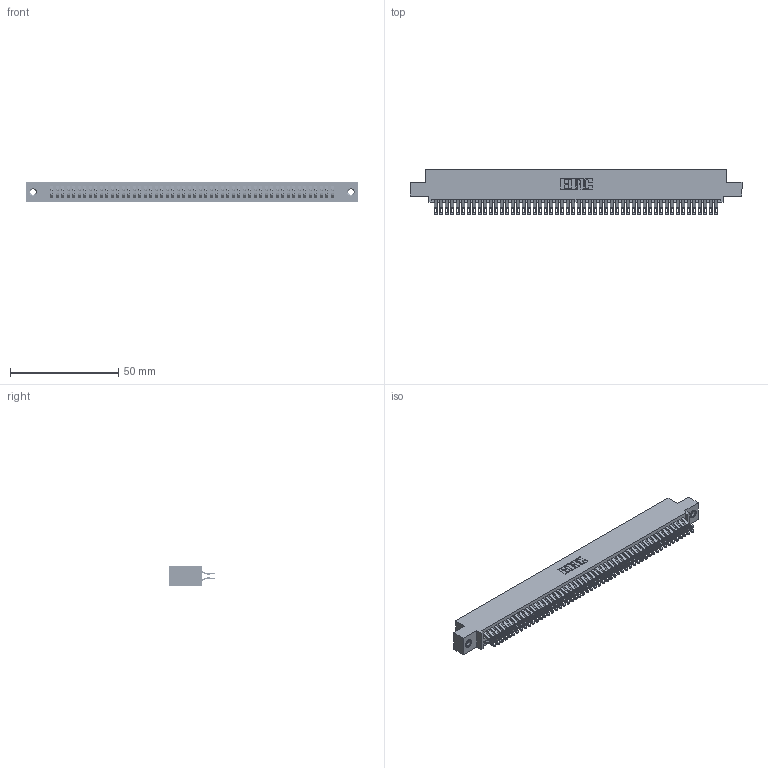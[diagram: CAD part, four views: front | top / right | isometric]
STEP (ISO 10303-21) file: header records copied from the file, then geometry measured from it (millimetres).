
FILE_DESCRIPTION (( 'STEP AP203' ), '1' );
FILE_NAME ('395-104-555-507.STEP', '2018-11-30T13:56:17', ( '' ), ( '' ), 'SwSTEP 2.0', 'SolidWorks 2016', '' );
FILE_SCHEMA (( 'CONFIG_CONTROL_DESIGN' ));
Length unit declared in the file: inch
Products named in the file (4): 345-250-001_345-250-005-103; 345-292-001_555 Tail; 395-104-555-507; 345 Part_0.110 Offset - 0.156 Dia-TI
Assembly tree (107 placements, depth 2):
  395-104-555-507
    345 Part_0.110 Offset - 0.156 Dia-TI
    345-292-001_555 Tail  x104
    345-250-001_345-250-005-103  x2
Bounding box: 153.29 x 21.13 x 9.4 mm (x, y, z)
Volume: 15198.2 mm3; surface area: 23829.2 mm2
Topology: 107 solids, 107 shells, 6014 faces, 18897 edges, 12590 vertices
Faces by surface type: plane 3340, cylinder 2658, cone 12, torus 4
Entity records: 41098 total; most frequent: CARTESIAN_POINT 6897, ORIENTED_EDGE 6794, DIRECTION 6063, EDGE_CURVE 3397, LINE 3017, VECTOR 3017, VERTEX_POINT 2260, AXIS2_PLACEMENT_3D 1523
